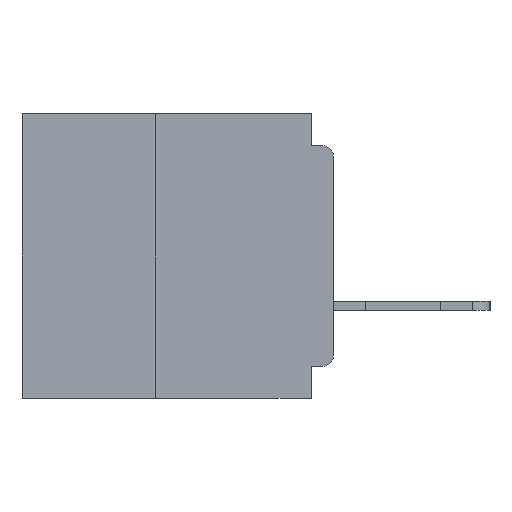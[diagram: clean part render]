
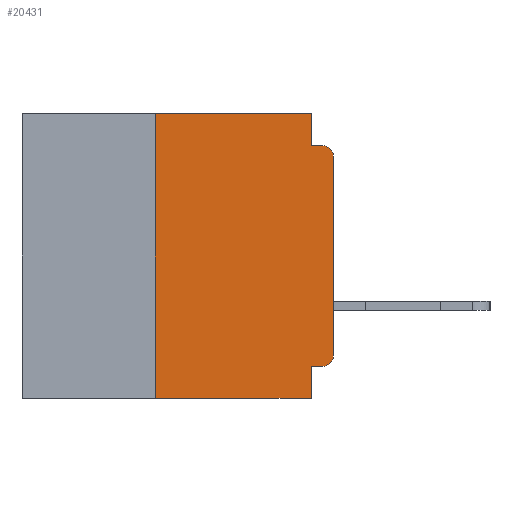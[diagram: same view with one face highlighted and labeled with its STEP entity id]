
A CAD part, left-side view. The second image highlights one B-rep face of the part: STEP entity #20431.
In plain terms, the highlighted planar face has unit normal (-1, 0, 0).
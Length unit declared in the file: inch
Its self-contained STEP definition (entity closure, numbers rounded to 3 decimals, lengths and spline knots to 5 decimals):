
#29 = VECTOR ( 'NONE', #1702, 39.37008 ) ;
#699 = VECTOR ( 'NONE', #35202, 39.37008 ) ;
#1379 = CARTESIAN_POINT ( 'NONE',  ( 0., 0.031, -0.4 ) ) ;
#1702 = DIRECTION ( 'NONE',  ( 0., 1., 0. ) ) ;
#2039 = PLANE ( 'NONE',  #30586 ) ;
#2103 = VERTEX_POINT ( 'NONE', #3904 ) ;
#2503 = CARTESIAN_POINT ( 'NONE',  ( 0., 0.015, -0.34 ) ) ;
#3883 = CARTESIAN_POINT ( 'NONE',  ( 0., 0., -0.34 ) ) ;
#3904 = CARTESIAN_POINT ( 'NONE',  ( 0., 0.015, -0.355 ) ) ;
#4108 = CARTESIAN_POINT ( 'NONE',  ( 0., 0.437, 0. ) ) ;
#5028 = CARTESIAN_POINT ( 'NONE',  ( 0., 0.015, -0.06 ) ) ;
#5129 = EDGE_CURVE ( 'NONE', #31736, #16818, #26076, .T. ) ;
#5218 = CARTESIAN_POINT ( 'NONE',  ( 0., 0.437, 0. ) ) ;
#5687 = DIRECTION ( 'NONE',  ( 0., 0., -1. ) ) ;
#5721 = CARTESIAN_POINT ( 'NONE',  ( 0., 0.25, -0.4 ) ) ;
#8194 = DIRECTION ( 'NONE',  ( 0., 0., -1. ) ) ;
#8386 = DIRECTION ( 'NONE',  ( 0., 0., -1. ) ) ;
#9122 = LINE ( 'NONE', #35056, #699 ) ;
#9198 = VERTEX_POINT ( 'NONE', #20123 ) ;
#9611 = LINE ( 'NONE', #4108, #16166 ) ;
#10111 = VECTOR ( 'NONE', #10546, 39.37008 ) ;
#10546 = DIRECTION ( 'NONE',  ( 0., 0., -1. ) ) ;
#10771 = LINE ( 'NONE', #5721, #34465 ) ;
#11769 = DIRECTION ( 'NONE',  ( 0., -1., 0. ) ) ;
#11954 = ORIENTED_EDGE ( 'NONE', *, *, #16688, .T. ) ;
#12771 = CARTESIAN_POINT ( 'NONE',  ( 0., 0.015, -0.045 ) ) ;
#13717 = ORIENTED_EDGE ( 'NONE', *, *, #32249, .F. ) ;
#14354 = ORIENTED_EDGE ( 'NONE', *, *, #5129, .F. ) ;
#14476 = ORIENTED_EDGE ( 'NONE', *, *, #34405, .F. ) ;
#15469 = LINE ( 'NONE', #21976, #31573 ) ;
#15956 = FACE_OUTER_BOUND ( 'NONE', #37802, .T. ) ;
#16166 = VECTOR ( 'NONE', #33066, 39.37008 ) ;
#16688 = EDGE_CURVE ( 'NONE', #2103, #40989, #38362, .T. ) ;
#16818 = VERTEX_POINT ( 'NONE', #12771 ) ;
#17016 = LINE ( 'NONE', #20905, #29 ) ;
#17101 = CARTESIAN_POINT ( 'NONE',  ( 0., 0., -0.045 ) ) ;
#17143 = DIRECTION ( 'NONE',  ( 0., -1., 0. ) ) ;
#17331 = AXIS2_PLACEMENT_3D ( 'NONE', #2503, #24927, #5687 ) ;
#18038 = EDGE_CURVE ( 'NONE', #40989, #9198, #9122, .T. ) ;
#18269 = EDGE_CURVE ( 'NONE', #33507, #38033, #9611, .T. ) ;
#18486 = VECTOR ( 'NONE', #11769, 39.37008 ) ;
#18687 = DIRECTION ( 'NONE',  ( 0., 0., -1. ) ) ;
#19510 = LINE ( 'NONE', #34312, #18486 ) ;
#20123 = CARTESIAN_POINT ( 'NONE',  ( 0., 0., -0.06 ) ) ;
#20431 = ADVANCED_FACE ( 'NONE', ( #15956 ), #2039, .F. ) ;
#20475 = CIRCLE ( 'NONE', #29011, 0.015 ) ;
#20905 = CARTESIAN_POINT ( 'NONE',  ( 0., 0., -0.355 ) ) ;
#21017 = EDGE_CURVE ( 'NONE', #9198, #16818, #20475, .T. ) ;
#21519 = EDGE_CURVE ( 'NONE', #25130, #30132, #35809, .T. ) ;
#21976 = CARTESIAN_POINT ( 'NONE',  ( 0., 0.031, 0. ) ) ;
#22633 = CARTESIAN_POINT ( 'NONE',  ( 0., 0.25, 0. ) ) ;
#23546 = ORIENTED_EDGE ( 'NONE', *, *, #21519, .F. ) ;
#23637 = EDGE_CURVE ( 'NONE', #37211, #30132, #19510, .T. ) ;
#24927 = DIRECTION ( 'NONE',  ( -1., 0., 0. ) ) ;
#25071 = VECTOR ( 'NONE', #17143, 39.37008 ) ;
#25130 = VERTEX_POINT ( 'NONE', #32933 ) ;
#26076 = LINE ( 'NONE', #17101, #25071 ) ;
#27472 = DIRECTION ( 'NONE',  ( -1., 0., 0. ) ) ;
#27661 = DIRECTION ( 'NONE',  ( 1., 0., 0. ) ) ;
#28342 = ORIENTED_EDGE ( 'NONE', *, *, #18038, .T. ) ;
#29011 = AXIS2_PLACEMENT_3D ( 'NONE', #5028, #27472, #8194 ) ;
#29575 = EDGE_CURVE ( 'NONE', #2103, #25130, #17016, .T. ) ;
#29790 = CARTESIAN_POINT ( 'NONE',  ( 0., 0.031, -0.4 ) ) ;
#30132 = VERTEX_POINT ( 'NONE', #1379 ) ;
#30445 = CARTESIAN_POINT ( 'NONE',  ( 0., 0.25, -0.4 ) ) ;
#30586 = AXIS2_PLACEMENT_3D ( 'NONE', #5218, #27661, #8386 ) ;
#31416 = ORIENTED_EDGE ( 'NONE', *, *, #29575, .F. ) ;
#31573 = VECTOR ( 'NONE', #18687, 39.37008 ) ;
#31736 = VERTEX_POINT ( 'NONE', #35409 ) ;
#32249 = EDGE_CURVE ( 'NONE', #37211, #33507, #10771, .T. ) ;
#32933 = CARTESIAN_POINT ( 'NONE',  ( 0., 0.031, -0.355 ) ) ;
#33066 = DIRECTION ( 'NONE',  ( 0., -1., 0. ) ) ;
#33271 = ORIENTED_EDGE ( 'NONE', *, *, #23637, .T. ) ;
#33507 = VERTEX_POINT ( 'NONE', #22633 ) ;
#34312 = CARTESIAN_POINT ( 'NONE',  ( 0., 0.437, -0.4 ) ) ;
#34405 = EDGE_CURVE ( 'NONE', #38033, #31736, #15469, .T. ) ;
#34465 = VECTOR ( 'NONE', #34659, 39.37008 ) ;
#34659 = DIRECTION ( 'NONE',  ( 0., 0., 1. ) ) ;
#34752 = ORIENTED_EDGE ( 'NONE', *, *, #18269, .F. ) ;
#35056 = CARTESIAN_POINT ( 'NONE',  ( 0., 0., 0. ) ) ;
#35202 = DIRECTION ( 'NONE',  ( 0., 0., 1. ) ) ;
#35409 = CARTESIAN_POINT ( 'NONE',  ( 0., 0.031, -0.045 ) ) ;
#35809 = LINE ( 'NONE', #29790, #10111 ) ;
#36426 = ORIENTED_EDGE ( 'NONE', *, *, #21017, .T. ) ;
#37211 = VERTEX_POINT ( 'NONE', #30445 ) ;
#37802 = EDGE_LOOP ( 'NONE', ( #28342, #36426, #14354, #14476, #34752, #13717, #33271, #23546, #31416, #11954 ) ) ;
#37846 = CARTESIAN_POINT ( 'NONE',  ( 0., 0.031, 0. ) ) ;
#38033 = VERTEX_POINT ( 'NONE', #37846 ) ;
#38362 = CIRCLE ( 'NONE', #17331, 0.015 ) ;
#40989 = VERTEX_POINT ( 'NONE', #3883 ) ;
